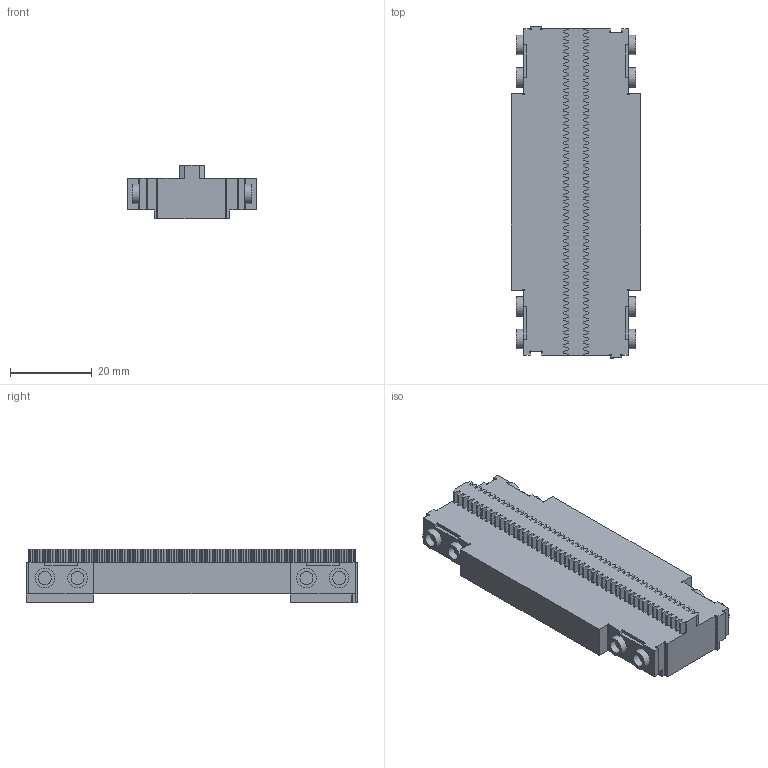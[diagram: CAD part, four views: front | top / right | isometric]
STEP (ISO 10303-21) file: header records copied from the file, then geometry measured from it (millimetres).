
FILE_DESCRIPTION(('Open CASCADE Model'),'2;1');
FILE_NAME('Open CASCADE Shape Model','2024-11-11T21:28:25',('Author'),( 'Open CASCADE'),'Open CASCADE STEP processor 7.7','Open CASCADE 7.7' ,'Unknown');
FILE_SCHEMA(('AUTOMOTIVE_DESIGN { 1 0 10303 214 1 1 1 1 }'));
Length unit declared in the file: millimetre
Products named in the file (1): Open CASCADE STEP translator 7.7 4
Bounding box: 31.8 x 81.2 x 13.2 mm (x, y, z)
Volume: 11208.1 mm3; surface area: 12604.3 mm2
Topology: 1 solids, 1 shells, 589 faces, 1698 edges, 1132 vertices
Faces by surface type: plane 557, cylinder 32
Full cylindrical faces by diameter (mm): 3.2 x8, 4.8 x8
Entity records: 41180 total; most frequent: CARTESIAN_POINT 7056, DIRECTION 6298, LINE 4966, VECTOR 4966, ORIENTED_EDGE 3396, PCURVE 3396, DEFINITIONAL_REPRESENTATION 3396, EDGE_CURVE 1698
